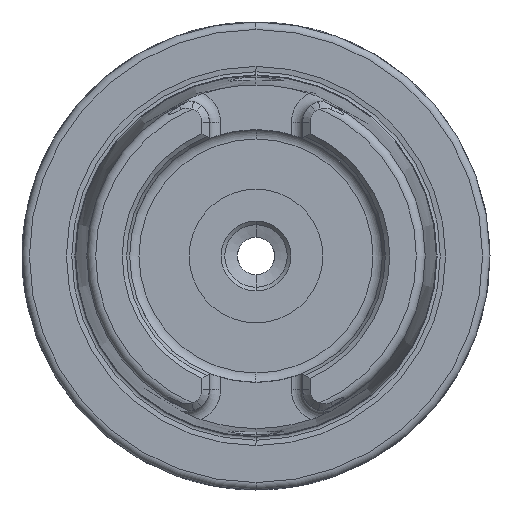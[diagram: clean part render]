
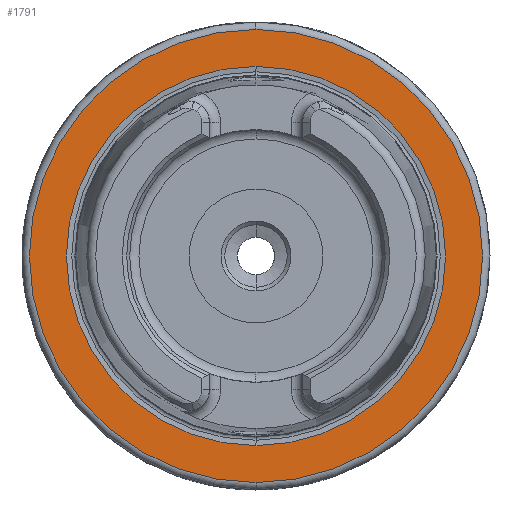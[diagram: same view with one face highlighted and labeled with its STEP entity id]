
A CAD part, left-side view. The second image highlights one B-rep face of the part: STEP entity #1791.
In plain terms, the highlighted planar face has unit normal (-1, 0, 0).
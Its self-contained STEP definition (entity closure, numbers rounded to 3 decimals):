
#331 = EDGE_CURVE ( 'NONE', #7187, #6193, #4151, .T. ) ;
#410 = EDGE_CURVE ( 'NONE', #5704, #1259, #3961, .T. ) ;
#960 = DIRECTION ( 'NONE',  ( 0., 0., -1. ) ) ;
#964 = DIRECTION ( 'NONE',  ( 1., 0., 0. ) ) ;
#972 = CARTESIAN_POINT ( 'NONE',  ( -24., 0., 0. ) ) ;
#1063 = FACE_BOUND ( 'NONE', #9006, .T. ) ;
#1098 = FACE_OUTER_BOUND ( 'NONE', #9132, .T. ) ;
#1259 = VERTEX_POINT ( 'NONE', #8939 ) ;
#1276 = AXIS2_PLACEMENT_3D ( 'NONE', #5647, #5574, #4946 ) ;
#1560 = AXIS2_PLACEMENT_3D ( 'NONE', #6849, #6821, #6806 ) ;
#1598 = DIRECTION ( 'NONE',  ( 0., 0., -1. ) ) ;
#1647 = DIRECTION ( 'NONE',  ( 1., 0., 0. ) ) ;
#1699 = PLANE ( 'NONE',  #2638 ) ;
#1791 = ADVANCED_FACE ( 'NONE', ( #1098, #1063 ), #1699, .F. ) ;
#1905 = CARTESIAN_POINT ( 'NONE',  ( -24., 31.5, 0. ) ) ;
#2057 = DIRECTION ( 'NONE',  ( 0., 0., -1. ) ) ;
#2060 = DIRECTION ( 'NONE',  ( -1., 0., 0. ) ) ;
#2071 = CARTESIAN_POINT ( 'NONE',  ( -24., 0., 0. ) ) ;
#2638 = AXIS2_PLACEMENT_3D ( 'NONE', #1905, #1647, #1598 ) ;
#3459 = CARTESIAN_POINT ( 'NONE',  ( -24., 0., -25.521 ) ) ;
#3494 = AXIS2_PLACEMENT_3D ( 'NONE', #972, #964, #960 ) ;
#3529 = AXIS2_PLACEMENT_3D ( 'NONE', #2071, #2060, #2057 ) ;
#3832 = EDGE_CURVE ( 'NONE', #6193, #7187, #4439, .T. ) ;
#3961 = CIRCLE ( 'NONE', #3494, 25.521 ) ;
#4151 = CIRCLE ( 'NONE', #3529, 30.5 ) ;
#4364 = EDGE_CURVE ( 'NONE', #1259, #5704, #7746, .T. ) ;
#4439 = CIRCLE ( 'NONE', #1560, 30.5 ) ;
#4946 = DIRECTION ( 'NONE',  ( 0., 0., -1. ) ) ;
#5574 = DIRECTION ( 'NONE',  ( 1., 0., 0. ) ) ;
#5647 = CARTESIAN_POINT ( 'NONE',  ( -24., 0., 0. ) ) ;
#5704 = VERTEX_POINT ( 'NONE', #3459 ) ;
#6041 = CARTESIAN_POINT ( 'NONE',  ( -24., 0., -30.5 ) ) ;
#6059 = ORIENTED_EDGE ( 'NONE', *, *, #331, .T. ) ;
#6144 = ORIENTED_EDGE ( 'NONE', *, *, #410, .T. ) ;
#6193 = VERTEX_POINT ( 'NONE', #7959 ) ;
#6806 = DIRECTION ( 'NONE',  ( 0., 0., -1. ) ) ;
#6821 = DIRECTION ( 'NONE',  ( -1., 0., 0. ) ) ;
#6849 = CARTESIAN_POINT ( 'NONE',  ( -24., 0., 0. ) ) ;
#6880 = ORIENTED_EDGE ( 'NONE', *, *, #4364, .T. ) ;
#7187 = VERTEX_POINT ( 'NONE', #6041 ) ;
#7746 = CIRCLE ( 'NONE', #1276, 25.521 ) ;
#7959 = CARTESIAN_POINT ( 'NONE',  ( -24., 0., 30.5 ) ) ;
#8541 = ORIENTED_EDGE ( 'NONE', *, *, #3832, .T. ) ;
#8939 = CARTESIAN_POINT ( 'NONE',  ( -24., 0., 25.521 ) ) ;
#9006 = EDGE_LOOP ( 'NONE', ( #6880, #6144 ) ) ;
#9132 = EDGE_LOOP ( 'NONE', ( #6059, #8541 ) ) ;
